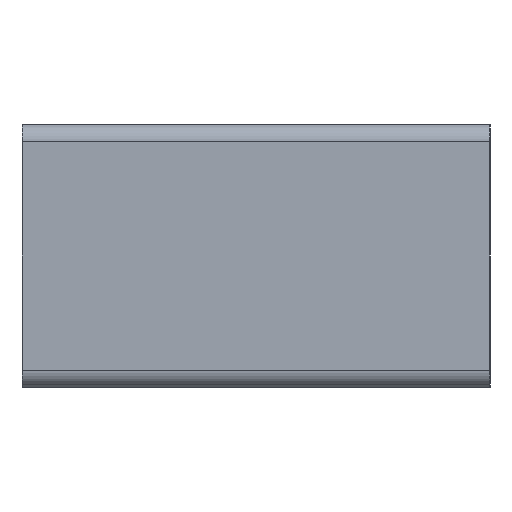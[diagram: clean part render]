
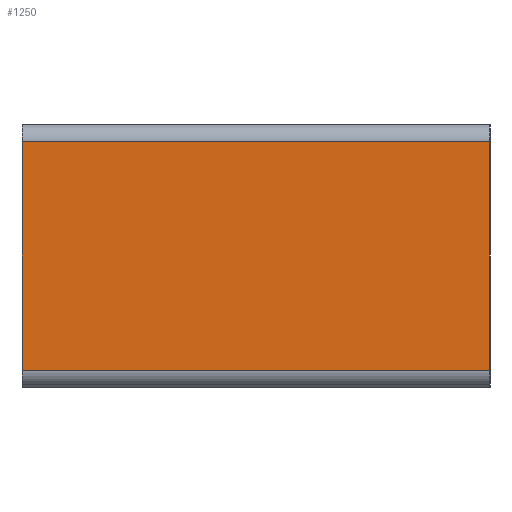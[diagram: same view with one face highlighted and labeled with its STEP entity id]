
A CAD part, left-side view. The second image highlights one B-rep face of the part: STEP entity #1250.
In plain terms, the highlighted planar face has unit normal (-1, 0, 0).
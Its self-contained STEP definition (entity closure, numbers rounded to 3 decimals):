
#102 = FACE_OUTER_BOUND ( 'NONE', #345, .T. ) ;
#207 = CARTESIAN_POINT ( 'NONE',  ( -0.8, -0.4, 0.04 ) ) ;
#243 = EDGE_CURVE ( 'NONE', #1167, #1024, #848, .T. ) ;
#277 = DIRECTION ( 'NONE',  ( 0., 0., -1. ) ) ;
#334 = DIRECTION ( 'NONE',  ( 0., 0., -1. ) ) ;
#345 = EDGE_LOOP ( 'NONE', ( #448, #755, #1903, #1181 ) ) ;
#404 = EDGE_CURVE ( 'NONE', #720, #1570, #1785, .T. ) ;
#448 = ORIENTED_EDGE ( 'NONE', *, *, #1648, .T. ) ;
#526 = DIRECTION ( 'NONE',  ( 0., 1., 0. ) ) ;
#634 = LINE ( 'NONE', #718, #1392 ) ;
#646 = DIRECTION ( 'NONE',  ( 0., -1., 0. ) ) ;
#718 = CARTESIAN_POINT ( 'NONE',  ( -0.8, -0.4, 0.43 ) ) ;
#720 = VERTEX_POINT ( 'NONE', #207 ) ;
#755 = ORIENTED_EDGE ( 'NONE', *, *, #404, .F. ) ;
#798 = VECTOR ( 'NONE', #646, 1000. ) ;
#848 = LINE ( 'NONE', #1716, #798 ) ;
#896 = CARTESIAN_POINT ( 'NONE',  ( -0.8, -0.4, 0.43 ) ) ;
#1012 = EDGE_CURVE ( 'NONE', #1024, #720, #634, .T. ) ;
#1024 = VERTEX_POINT ( 'NONE', #1948 ) ;
#1040 = PLANE ( 'NONE',  #1823 ) ;
#1047 = DIRECTION ( 'NONE',  ( 0., 0., -1. ) ) ;
#1167 = VERTEX_POINT ( 'NONE', #1327 ) ;
#1181 = ORIENTED_EDGE ( 'NONE', *, *, #243, .F. ) ;
#1250 = ADVANCED_FACE ( 'NONE', ( #102 ), #1040, .F. ) ;
#1327 = CARTESIAN_POINT ( 'NONE',  ( -0.8, 0.4, 0.43 ) ) ;
#1381 = LINE ( 'NONE', #1845, #1784 ) ;
#1383 = VECTOR ( 'NONE', #526, 1000. ) ;
#1392 = VECTOR ( 'NONE', #277, 1000. ) ;
#1570 = VERTEX_POINT ( 'NONE', #1838 ) ;
#1648 = EDGE_CURVE ( 'NONE', #1167, #1570, #1381, .T. ) ;
#1716 = CARTESIAN_POINT ( 'NONE',  ( -0.8, -0.4, 0.43 ) ) ;
#1741 = CARTESIAN_POINT ( 'NONE',  ( -0.8, -0.4, 0.04 ) ) ;
#1784 = VECTOR ( 'NONE', #334, 1000. ) ;
#1785 = LINE ( 'NONE', #1741, #1383 ) ;
#1823 = AXIS2_PLACEMENT_3D ( 'NONE', #896, #1966, #1047 ) ;
#1838 = CARTESIAN_POINT ( 'NONE',  ( -0.8, 0.4, 0.04 ) ) ;
#1845 = CARTESIAN_POINT ( 'NONE',  ( -0.8, 0.4, 0.43 ) ) ;
#1903 = ORIENTED_EDGE ( 'NONE', *, *, #1012, .F. ) ;
#1948 = CARTESIAN_POINT ( 'NONE',  ( -0.8, -0.4, 0.43 ) ) ;
#1966 = DIRECTION ( 'NONE',  ( 1., 0., 0. ) ) ;
